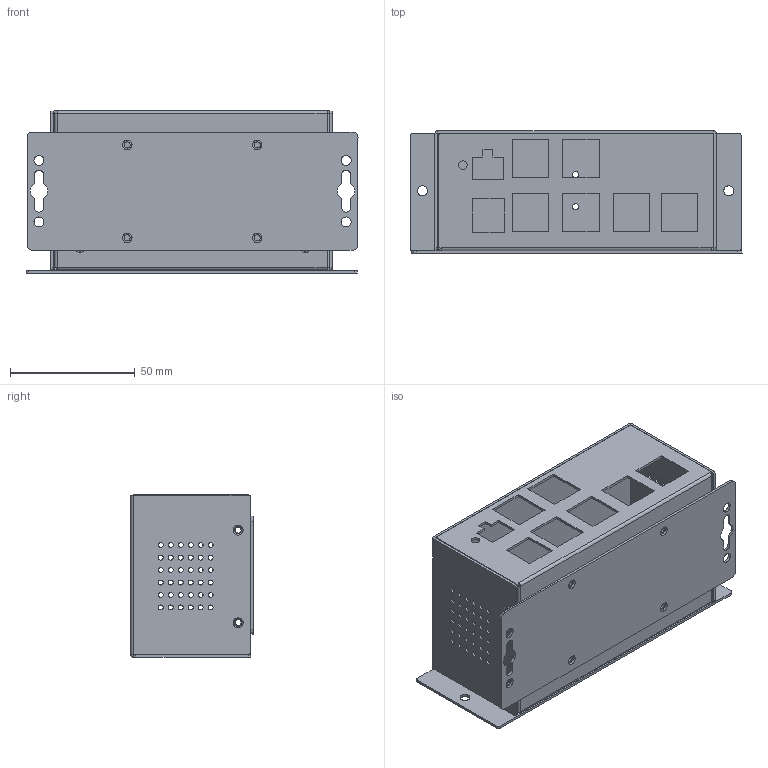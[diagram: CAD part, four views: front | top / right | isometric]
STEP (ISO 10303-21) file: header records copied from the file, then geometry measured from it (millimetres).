
FILE_DESCRIPTION(/* description */ (''),/* implementation_level */ '2;1');
FILE_NAME(/* name */ 'Assembly1.stp',/* time_stamp */ '2019-01-14T13:15:09-05:00',/* author */ ('Kieran'),/* organization */ (''),/* preprocessor_version */ 'ST-DEVELOPER v16.13',/* originating_system */ 'Autodesk Inventor 2018',/* authorisation */ '');
FILE_SCHEMA (('AUTOMOTIVE_DESIGN { 1 0 10303 214 3 1 1 }'));
Length unit declared in the file: millimetre
Products named in the file (4): Assembly1; 12PU31HBBottom; 12PU31HBTop; BRACKET
Assembly tree (3 placements, depth 2):
  Assembly1
    12PU31HBBottom
    12PU31HBTop
    BRACKET
Bounding box: 132.95 x 49.08 x 64.92 mm (x, y, z)
Volume: 39480.5 mm3; surface area: 82146.1 mm2
Topology: 3 solids, 3 shells, 412 faces, 1118 edges, 730 vertices
Faces by surface type: plane 184, cylinder 151, bspline 69, cone 8
Full cylindrical faces by diameter (mm): 2 x72, 2.459 x12, 3 x8, 3.5 x1, 3.75 x4, 4 x6
Entity records: 15255 total; most frequent: CARTESIAN_POINT 4891, ORIENTED_EDGE 2002, DIRECTION 1905, EDGE_CURVE 1001, EDGE_LOOP 763, VERTEX_POINT 720, AXIS2_PLACEMENT_3D 676, LINE 553
